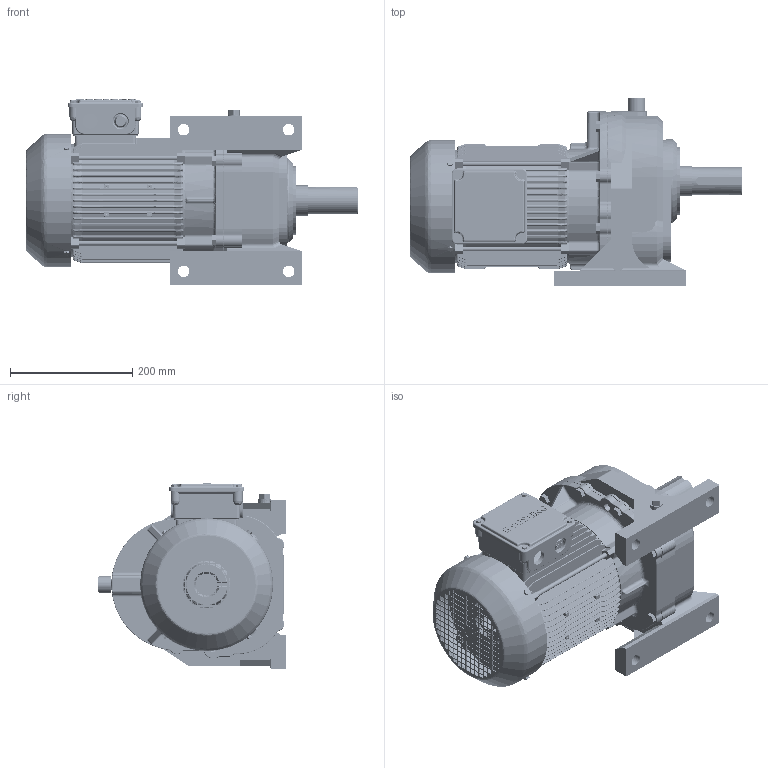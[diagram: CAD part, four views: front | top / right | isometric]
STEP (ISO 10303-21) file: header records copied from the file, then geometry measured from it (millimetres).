
FILE_DESCRIPTION (( 'STEP AP214' ), '1' );
FILE_NAME ('EK2DO100753H0001_F1HA17_2.2KW_R5~30_CUSTOMER.stp', '2024-03-14T00:02:57', ( 'admin' ), ( '' ), 'SwSTEP 2.0', 'SolidWorks 2022', '' );
FILE_SCHEMA (( 'AUTOMOTIVE_DESIGN' ));
Length unit declared in the file: millimetre
Products named in the file (1): EK2DO100753H0001_F1HA17_2.2KW_R5~30_CUSTOMER
Bounding box: 543.5 x 308 x 304 mm (x, y, z)
Volume: 9445771.6 mm3; surface area: 1346676.5 mm2
Topology: 32 solids, 33 shells, 8539 faces, 21497 edges, 13009 vertices
Faces by surface type: bspline 3272, cylinder 2907, plane 1997, cone 363
Entity records: 333760 total; most frequent: CARTESIAN_POINT 147222, ORIENTED_EDGE 42682, DIRECTION 34027, EDGE_CURVE 21341, VERTEX_POINT 13009, AXIS2_PLACEMENT_3D 12707, EDGE_LOOP 9144, VECTOR 8613
